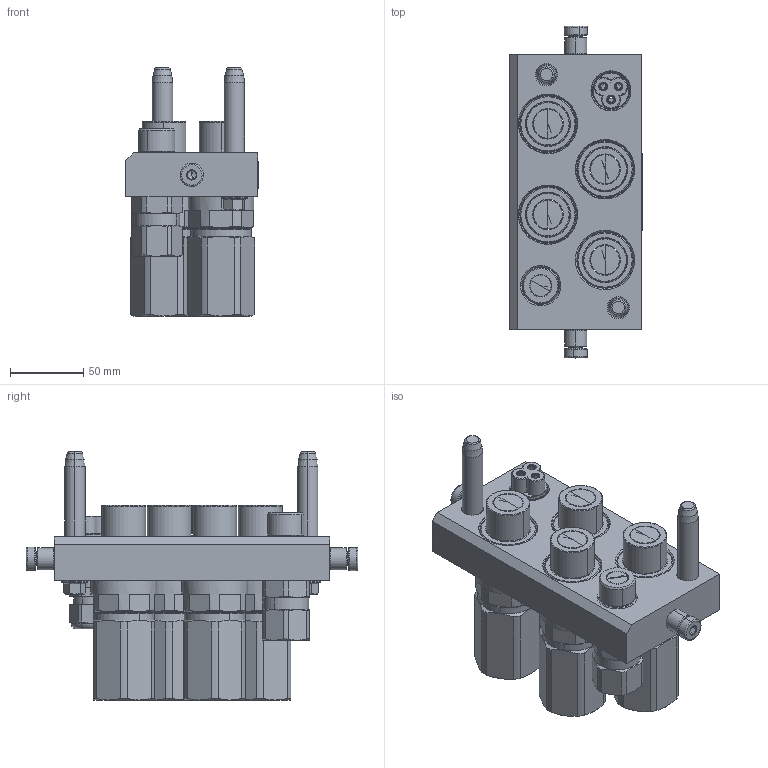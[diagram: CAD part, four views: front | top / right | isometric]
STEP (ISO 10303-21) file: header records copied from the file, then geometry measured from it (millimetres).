
FILE_DESCRIPTION (( 'STEP AP214' ), '1' );
FILE_NAME ('FASTER.step', '2021-06-10T09:05:19', ( '' ), ( '' ), 'SwSTEP 2.0', 'SolidWorks 2017', '' );
FILE_SCHEMA (( 'AUTOMOTIVE_DESIGN' ));
Length unit declared in the file: millimetre
Products named in the file (14): P6I_M_BASE; 3ffnp34_gas_m; 4830_028_1000_011.prt; 1540_080_0008_000.prt; FASTER; 4830_044_0000_000; 4830_013_3000_030; 4830_021_1000_000.prt; 4850_010_8000_000.prt; conn_3p_m; et002; corpospel08-3m; 2ffnp12-18g_m
Assembly tree (22 placements, depth 3):
  FASTER
    P6I_M_BASE
      4850_010_8000_000.prt
      4830_021_1000_000.prt  x2
      4830_028_1000_011.prt  x2
      1540_080_0008_000.prt  x2
      4830_013_3000_030  x2
    3ffnp34_gas_m  x4
      3ffnp34_gas_m
    2ffnp12-18g_m
    conn_3p_m
      4830_044_0000_000  x3
      corpospel08-3m
    et002
Bounding box: 90.3 x 226.6 x 169.35 mm (x, y, z)
Volume: 38941.4 mm3; surface area: 216151.7 mm2
Topology: 6 solids, 68 shells, 2129 faces, 6468 edges, 4329 vertices
Faces by surface type: plane 1042, cylinder 462, cone 410, torus 143, bspline 66, sphere 6
Entity records: 54782 total; most frequent: CARTESIAN_POINT 14109, ORIENTED_EDGE 6926, DIRECTION 6867, EDGE_CURVE 3693, VERTEX_POINT 2411, AXIS2_PLACEMENT_3D 2353, VECTOR 2161, LINE 2161
